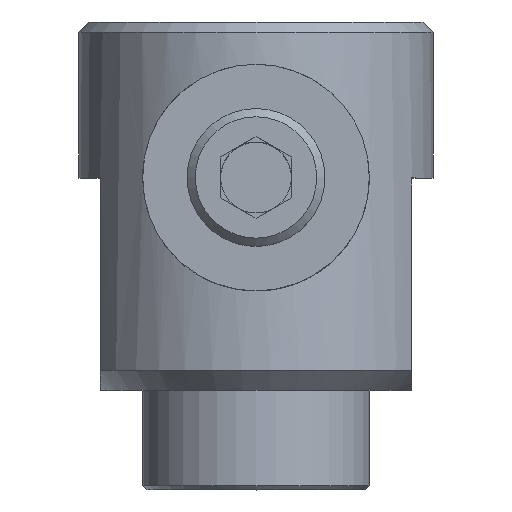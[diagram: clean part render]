
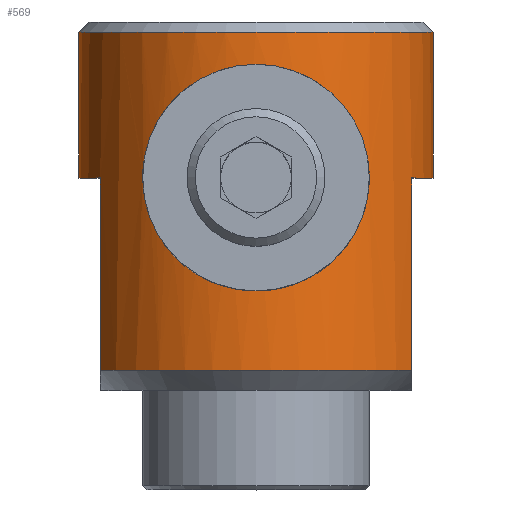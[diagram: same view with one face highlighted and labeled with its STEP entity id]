
A CAD part, top view. The second image highlights one B-rep face of the part: STEP entity #569.
In plain terms, the highlighted cylindrical face has radius 12.5 mm (diameter 25 mm), a full revolution.
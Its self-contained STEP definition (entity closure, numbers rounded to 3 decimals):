
#64=LINE('',#931,#96);
#65=LINE('',#936,#97);
#66=LINE('',#940,#98);
#67=LINE('',#944,#99);
#96=VECTOR('',#722,1000.);
#97=VECTOR('',#725,1000.);
#98=VECTOR('',#728,1000.);
#99=VECTOR('',#731,1000.);
#128=B_SPLINE_CURVE_WITH_KNOTS('',3,(#910,#911,#912,#913,#914,#915,#916,
#917,#918,#919,#920,#921,#922,#923,#924,#925,#926,#927,#928,#929),
 .UNSPECIFIED.,.T.,.F.,(1,1,1,1,1,1,1,1,1,1,1,1,1,1,1,1,1,1,1,1,1,1,1,1),
(-0.006,-0.003,-0.002,0.,0.003,
0.006,0.01,0.013,0.016,
0.019,0.023,0.026,0.029,
0.032,0.035,0.039,0.042,
0.045,0.048,0.05,0.051,
0.055,0.058,0.061),.UNSPECIFIED.);
#133=ORIENTED_EDGE('',*,*,#273,.F.);
#134=ORIENTED_EDGE('',*,*,#274,.F.);
#135=ORIENTED_EDGE('',*,*,#275,.F.);
#136=ORIENTED_EDGE('',*,*,#276,.T.);
#137=ORIENTED_EDGE('',*,*,#277,.F.);
#138=ORIENTED_EDGE('',*,*,#278,.T.);
#139=ORIENTED_EDGE('',*,*,#279,.F.);
#140=ORIENTED_EDGE('',*,*,#280,.T.);
#141=ORIENTED_EDGE('',*,*,#281,.F.);
#142=ORIENTED_EDGE('',*,*,#282,.T.);
#273=EDGE_CURVE('',#343,#343,#395,.T.);
#274=EDGE_CURVE('',#344,#344,#128,.T.);
#275=EDGE_CURVE('',#345,#346,#64,.T.);
#276=EDGE_CURVE('',#345,#347,#396,.T.);
#277=EDGE_CURVE('',#348,#347,#65,.F.);
#278=EDGE_CURVE('',#348,#349,#397,.T.);
#279=EDGE_CURVE('',#350,#349,#66,.T.);
#280=EDGE_CURVE('',#350,#351,#398,.T.);
#281=EDGE_CURVE('',#352,#351,#67,.F.);
#282=EDGE_CURVE('',#352,#346,#399,.T.);
#343=VERTEX_POINT('',#909);
#344=VERTEX_POINT('',#930);
#345=VERTEX_POINT('',#932);
#346=VERTEX_POINT('',#933);
#347=VERTEX_POINT('',#935);
#348=VERTEX_POINT('',#937);
#349=VERTEX_POINT('',#939);
#350=VERTEX_POINT('',#941);
#351=VERTEX_POINT('',#943);
#352=VERTEX_POINT('',#945);
#395=CIRCLE('',#639,12.5);
#396=CIRCLE('',#640,12.5);
#397=CIRCLE('',#641,12.5);
#398=CIRCLE('',#642,12.5);
#399=CIRCLE('',#643,12.5);
#428=EDGE_LOOP('',(#133));
#429=EDGE_LOOP('',(#134));
#430=EDGE_LOOP('',(#135,#136,#137,#138,#139,#140,#141,#142));
#494=FACE_BOUND('',#428,.T.);
#495=FACE_BOUND('',#429,.T.);
#496=FACE_BOUND('',#430,.T.);
#560=CYLINDRICAL_SURFACE('',#638,12.5);
#569=ADVANCED_FACE('',(#494,#495,#496),#560,.T.);
#638=AXIS2_PLACEMENT_3D('',#907,#718,#719);
#639=AXIS2_PLACEMENT_3D('',#908,#720,#721);
#640=AXIS2_PLACEMENT_3D('',#934,#723,#724);
#641=AXIS2_PLACEMENT_3D('',#938,#726,#727);
#642=AXIS2_PLACEMENT_3D('',#942,#729,#730);
#643=AXIS2_PLACEMENT_3D('',#946,#732,#733);
#718=DIRECTION('',(0.,1.,0.));
#719=DIRECTION('',(0.,0.,1.));
#720=DIRECTION('',(0.,1.,0.));
#721=DIRECTION('',(0.,0.,1.));
#722=DIRECTION('',(0.,1.,0.));
#723=DIRECTION('',(0.,1.,0.));
#724=DIRECTION('',(0.,0.,1.));
#725=DIRECTION('',(0.,1.,0.));
#726=DIRECTION('',(0.,1.,0.));
#727=DIRECTION('',(0.,0.,1.));
#728=DIRECTION('',(0.,1.,0.));
#729=DIRECTION('',(0.,1.,0.));
#730=DIRECTION('',(0.,0.,1.));
#731=DIRECTION('',(0.,1.,0.));
#732=DIRECTION('',(0.,1.,0.));
#733=DIRECTION('',(0.,0.,1.));
#907=CARTESIAN_POINT('',(0.,33.,0.));
#908=CARTESIAN_POINT('',(0.,32.293,0.));
#909=CARTESIAN_POINT('',(0.,32.293,12.5));
#910=CARTESIAN_POINT('',(-9.701,23.636,-7.887));
#911=CARTESIAN_POINT('',(-9.507,21.448,-8.113));
#912=CARTESIAN_POINT('',(-10.,18.789,-7.549));
#913=CARTESIAN_POINT('',(-11.155,16.234,-5.817));
#914=CARTESIAN_POINT('',(-12.195,14.466,-3.256));
#915=CARTESIAN_POINT('',(-12.648,13.774,-0.044));
#916=CARTESIAN_POINT('',(-12.212,14.438,3.204));
#917=CARTESIAN_POINT('',(-11.17,16.207,5.788));
#918=CARTESIAN_POINT('',(-10.018,18.734,7.527));
#919=CARTESIAN_POINT('',(-9.405,21.961,8.228));
#920=CARTESIAN_POINT('',(-9.99,25.188,7.562));
#921=CARTESIAN_POINT('',(-11.148,27.754,5.829));
#922=CARTESIAN_POINT('',(-12.194,29.533,3.266));
#923=CARTESIAN_POINT('',(-12.649,30.227,0.028));
#924=CARTESIAN_POINT('',(-12.211,29.559,-3.208));
#925=CARTESIAN_POINT('',(-11.161,27.783,-5.805));
#926=CARTESIAN_POINT('',(-10.202,25.649,-7.251));
#927=CARTESIAN_POINT('',(-9.701,23.636,-7.887));
#928=CARTESIAN_POINT('',(-9.507,21.448,-8.113));
#929=CARTESIAN_POINT('',(-10.,18.789,-7.549));
#930=CARTESIAN_POINT('',(-9.605,22.,-8.));
#931=CARTESIAN_POINT('',(-5.937,33.,-11.));
#932=CARTESIAN_POINT('',(-5.937,8.414,-11.));
#933=CARTESIAN_POINT('',(-5.937,22.,-11.));
#934=CARTESIAN_POINT('',(0.,8.414,0.));
#935=CARTESIAN_POINT('',(-5.937,8.414,11.));
#936=CARTESIAN_POINT('',(-5.937,33.,11.));
#937=CARTESIAN_POINT('',(-5.937,22.,11.));
#938=CARTESIAN_POINT('',(0.,22.,0.));
#939=CARTESIAN_POINT('',(5.937,22.,11.));
#940=CARTESIAN_POINT('',(5.937,33.,11.));
#941=CARTESIAN_POINT('',(5.937,8.414,11.));
#942=CARTESIAN_POINT('',(0.,8.414,0.));
#943=CARTESIAN_POINT('',(5.937,8.414,-11.));
#944=CARTESIAN_POINT('',(5.937,33.,-11.));
#945=CARTESIAN_POINT('',(5.937,22.,-11.));
#946=CARTESIAN_POINT('',(0.,22.,0.));
